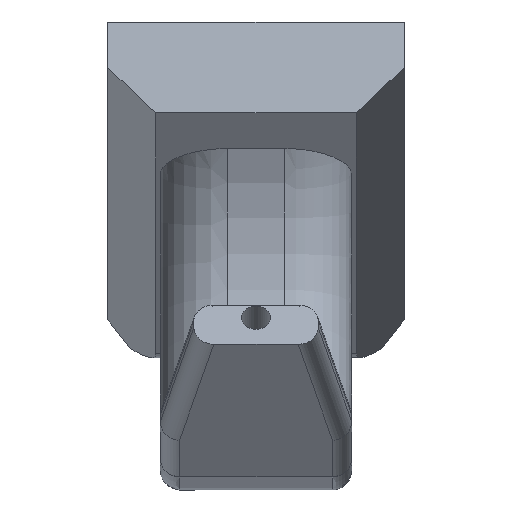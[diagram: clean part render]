
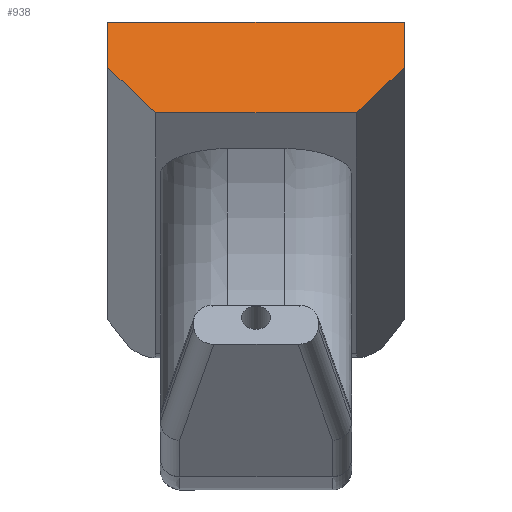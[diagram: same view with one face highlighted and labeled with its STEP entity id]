
A CAD part, top view. The second image highlights one B-rep face of the part: STEP entity #938.
In plain terms, the highlighted planar face has unit normal (0, 0.309, 0.951).
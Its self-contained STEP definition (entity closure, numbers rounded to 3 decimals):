
#68=PLANE('',#1019);
#103=FACE_OUTER_BOUND('',#166,.T.);
#166=EDGE_LOOP('',(#735,#736,#737,#738,#739,#740));
#256=LINE('',#1478,#333);
#260=LINE('',#1485,#337);
#263=LINE('',#1491,#340);
#272=LINE('',#1509,#349);
#274=LINE('',#1513,#351);
#275=LINE('',#1515,#352);
#333=VECTOR('',#1162,10.);
#337=VECTOR('',#1168,10.);
#340=VECTOR('',#1173,10.);
#349=VECTOR('',#1188,10.);
#351=VECTOR('',#1194,10.);
#352=VECTOR('',#1197,10.);
#427=VERTEX_POINT('',#1475);
#428=VERTEX_POINT('',#1477);
#430=VERTEX_POINT('',#1483);
#432=VERTEX_POINT('',#1489);
#437=VERTEX_POINT('',#1506);
#438=VERTEX_POINT('',#1508);
#527=EDGE_CURVE('',#427,#428,#256,.T.);
#531=EDGE_CURVE('',#430,#427,#260,.T.);
#534=EDGE_CURVE('',#432,#430,#263,.T.);
#543=EDGE_CURVE('',#437,#438,#272,.T.);
#545=EDGE_CURVE('',#428,#437,#274,.T.);
#546=EDGE_CURVE('',#438,#432,#275,.T.);
#735=ORIENTED_EDGE('',*,*,#534,.F.);
#736=ORIENTED_EDGE('',*,*,#546,.F.);
#737=ORIENTED_EDGE('',*,*,#543,.F.);
#738=ORIENTED_EDGE('',*,*,#545,.F.);
#739=ORIENTED_EDGE('',*,*,#527,.F.);
#740=ORIENTED_EDGE('',*,*,#531,.F.);
#938=ADVANCED_FACE('',(#103),#68,.F.);
#1019=AXIS2_PLACEMENT_3D('',#1516,#1198,#1199);
#1162=DIRECTION('',(-0.707,0.672,-0.219));
#1168=DIRECTION('',(-1.,0.,0.));
#1173=DIRECTION('',(-0.707,-0.672,0.219));
#1188=DIRECTION('',(1.,0.,0.));
#1194=DIRECTION('',(0.,0.951,-0.309));
#1197=DIRECTION('',(0.,-0.951,0.309));
#1198=DIRECTION('center_axis',(0.,-0.309,
-0.951));
#1199=DIRECTION('ref_axis',(-1.,0.,0.));
#1475=CARTESIAN_POINT('',(-10.5,-106.821,-57.462));
#1477=CARTESIAN_POINT('',(-15.5,-102.066,-59.007));
#1478=CARTESIAN_POINT('',(-10.375,-106.94,-57.424));
#1483=CARTESIAN_POINT('',(10.5,-106.821,-57.462));
#1485=CARTESIAN_POINT('',(15.5,-106.821,-57.462));
#1489=CARTESIAN_POINT('',(15.5,-102.066,-59.007));
#1491=CARTESIAN_POINT('',(10.375,-106.94,-57.424));
#1506=CARTESIAN_POINT('',(-15.5,-97.311,-60.552));
#1508=CARTESIAN_POINT('',(15.5,-97.311,-60.552));
#1509=CARTESIAN_POINT('',(-60.,-97.311,-60.552));
#1513=CARTESIAN_POINT('',(-15.5,-106.821,-57.462));
#1515=CARTESIAN_POINT('',(15.5,-97.311,-60.552));
#1516=CARTESIAN_POINT('Origin',(0.,-102.066,
-59.007));
